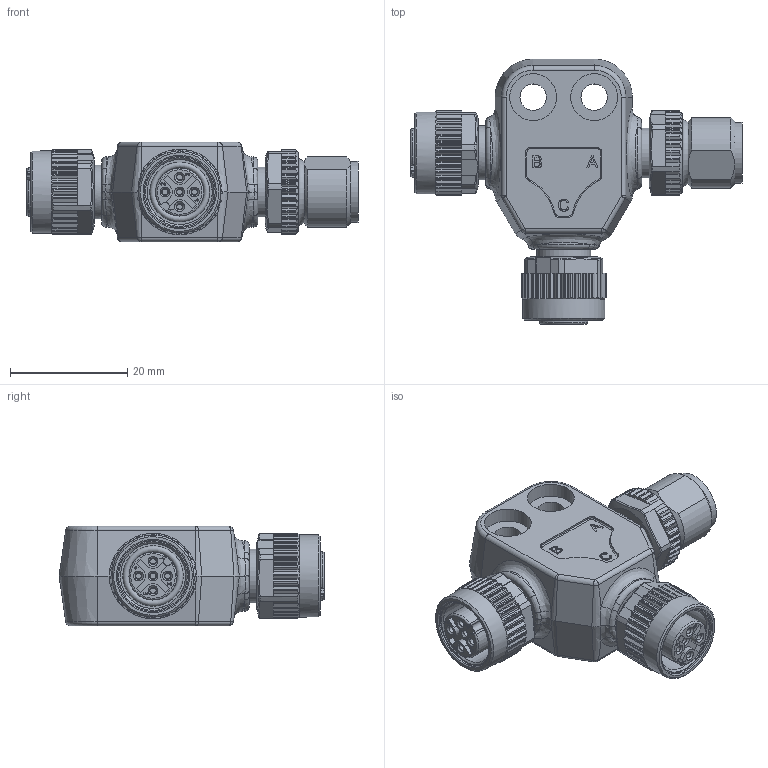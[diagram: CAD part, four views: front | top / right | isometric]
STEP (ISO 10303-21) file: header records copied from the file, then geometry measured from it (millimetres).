
FILE_DESCRIPTION(/* description */ (''),/* implementation_level */ '2;1');
FILE_NAME(/* name */ '79 5255 100 05 001_01.stp',/* time_stamp */ '2013-10-30T13:58:29+01:00',/* author */ (''),/* organization */ (''),/* preprocessor_version */ 'ST-DEVELOPER v14',/* originating_system */ 'SIEMENS PLM Software NX 8.0',/* authorisation */ '');
FILE_SCHEMA (('AUTOMOTIVE_DESIGN { 1 0 10303 214 3 1 1 1 }'));
Products named in the file (1): cerl0DD4C03Chdo5
Bounding box: 56.6 x 45.3 x 17 mm (x, y, z)
Volume: 14372.1 mm3; surface area: 7881 mm2
Topology: 1 solids, 10 shells, 1423 faces, 3687 edges, 2362 vertices
Faces by surface type: plane 652, cylinder 387, bspline 122, extrusion 112, cone 89, torus 54, sphere 7
Full cylindrical faces by diameter (mm): 1 x5, 1.1 x10, 1.6 x10, 4.5 x2, 8 x4, 8.2 x4, 8.3 x1, 8.5 x1, 9.2 x2, 10.2 x1, 10.4 x1, 11.1 x2, 11.6 x1, 12.1 x2, 14 x2
Entity records: 52089 total; most frequent: CARTESIAN_POINT 19971, ORIENTED_EDGE 7096, DIRECTION 5780, EDGE_CURVE 3548, VERTEX_POINT 2309, AXIS2_PLACEMENT_3D 2083, VECTOR 1614, EDGE_LOOP 1595
